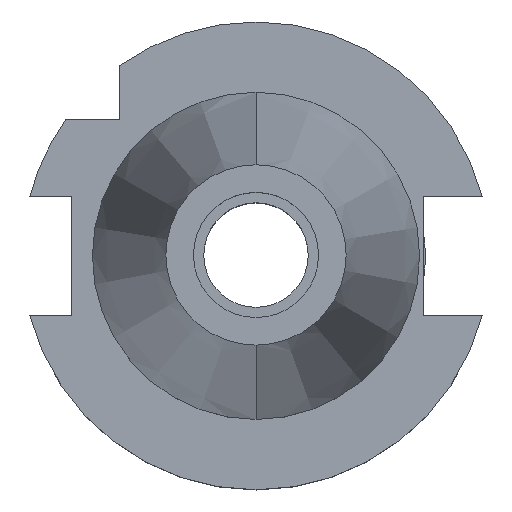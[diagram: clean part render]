
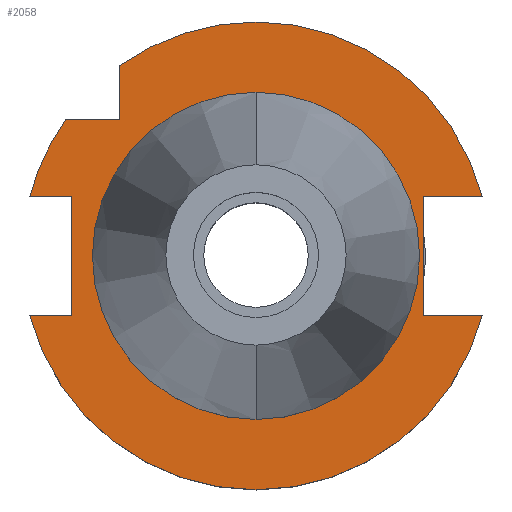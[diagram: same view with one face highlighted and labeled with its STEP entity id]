
A CAD part, top view. The second image highlights one B-rep face of the part: STEP entity #2058.
In plain terms, the highlighted planar face has unit normal (0, 0, 1).
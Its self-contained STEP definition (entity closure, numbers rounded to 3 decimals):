
#550=DIRECTION('',(0.,-1.,0.));
#551=VECTOR('',#550,7.334);
#552=CARTESIAN_POINT('',(-18.5,25.834,-3.2));
#553=LINE('',#552,#551);
#571=DIRECTION('',(1.,0.,0.));
#572=VECTOR('',#571,8.038);
#573=CARTESIAN_POINT('',(22.7,8.05,-3.2));
#574=LINE('',#573,#572);
#595=CARTESIAN_POINT('',(0.,0.,-3.2));
#596=DIRECTION('',(0.,0.,-1.));
#597=DIRECTION('',(-0.582,0.813,0.));
#598=AXIS2_PLACEMENT_3D('',#595,#596,#597);
#603=CARTESIAN_POINT('',(0.,0.,-3.2));
#604=DIRECTION('',(0.,0.,-1.));
#605=DIRECTION('',(0.,1.,0.));
#606=AXIS2_PLACEMENT_3D('',#603,#604,#605);
#611=DIRECTION('',(0.,-1.,0.));
#612=VECTOR('',#611,16.1);
#613=CARTESIAN_POINT('',(22.7,8.05,-3.2));
#614=LINE('',#613,#612);
#618=DIRECTION('',(1.,0.,0.));
#619=VECTOR('',#618,8.038);
#620=CARTESIAN_POINT('',(22.7,-8.05,-3.2));
#621=LINE('',#620,#619);
#625=CARTESIAN_POINT('',(0.,0.,-3.2));
#626=DIRECTION('',(0.,0.,-1.));
#627=DIRECTION('',(0.967,-0.253,0.));
#628=AXIS2_PLACEMENT_3D('',#625,#626,#627);
#633=CARTESIAN_POINT('',(0.,0.,-3.2));
#634=DIRECTION('',(0.,0.,-1.));
#635=DIRECTION('',(0.,-1.,0.));
#636=AXIS2_PLACEMENT_3D('',#633,#634,#635);
#641=DIRECTION('',(-1.,0.,0.));
#642=VECTOR('',#641,5.738);
#643=CARTESIAN_POINT('',(-25.,8.05,-3.2));
#644=LINE('',#643,#642);
#648=CARTESIAN_POINT('',(0.,0.,-3.2));
#649=DIRECTION('',(0.,0.,-1.));
#650=DIRECTION('',(-0.967,0.253,0.));
#651=AXIS2_PLACEMENT_3D('',#648,#649,#650);
#656=CARTESIAN_POINT('',(0.,0.,-3.2));
#657=DIRECTION('',(0.,0.,1.));
#658=DIRECTION('',(0.,-1.,0.));
#659=AXIS2_PLACEMENT_3D('',#656,#657,#658);
#664=CARTESIAN_POINT('',(0.,0.,-3.2));
#665=DIRECTION('',(0.,0.,1.));
#666=DIRECTION('',(0.,1.,0.));
#667=AXIS2_PLACEMENT_3D('',#664,#665,#666);
#875=DIRECTION('',(-1.,0.,0.));
#876=VECTOR('',#875,5.738);
#877=CARTESIAN_POINT('',(-25.,-8.05,-3.2));
#878=LINE('',#877,#876);
#899=DIRECTION('',(0.,-1.,0.));
#900=VECTOR('',#899,16.1);
#901=CARTESIAN_POINT('',(-25.,8.05,-3.2));
#902=LINE('',#901,#900);
#958=DIRECTION('',(-1.,0.,0.));
#959=VECTOR('',#958,7.334);
#960=CARTESIAN_POINT('',(-18.5,18.5,-3.2));
#961=LINE('',#960,#959);
#1394=CARTESIAN_POINT('',(22.7,-8.05,-3.2));
#1395=VERTEX_POINT('',#1394);
#1396=CARTESIAN_POINT('',(22.7,8.05,-3.2));
#1397=VERTEX_POINT('',#1396);
#1432=CARTESIAN_POINT('',(-18.5,25.834,-3.2));
#1433=VERTEX_POINT('',#1432);
#1434=CARTESIAN_POINT('',(-18.5,18.5,-3.2));
#1435=VERTEX_POINT('',#1434);
#1450=CARTESIAN_POINT('',(-25.,-8.05,-3.2));
#1451=VERTEX_POINT('',#1450);
#1452=CARTESIAN_POINT('',(-30.738,-8.05,-3.2));
#1453=VERTEX_POINT('',#1452);
#1463=CARTESIAN_POINT('',(-25.,8.05,-3.2));
#1464=VERTEX_POINT('',#1463);
#1473=CARTESIAN_POINT('',(-30.738,8.05,-3.2));
#1474=VERTEX_POINT('',#1473);
#1521=CARTESIAN_POINT('',(0.,-31.775,-3.2));
#1522=VERTEX_POINT('',#1521);
#1523=CARTESIAN_POINT('',(30.738,-8.05,-3.2));
#1524=VERTEX_POINT('',#1523);
#1525=CARTESIAN_POINT('',(30.738,8.05,-3.2));
#1526=VERTEX_POINT('',#1525);
#1527=CARTESIAN_POINT('',(0.,31.775,-3.2));
#1528=VERTEX_POINT('',#1527);
#1529=CARTESIAN_POINT('',(-25.834,18.5,-3.2));
#1530=VERTEX_POINT('',#1529);
#1531=CARTESIAN_POINT('',(0.,-22.225,-3.2));
#1532=CARTESIAN_POINT('',(0.,22.225,-3.2));
#1533=VERTEX_POINT('',#1531);
#1534=VERTEX_POINT('',#1532);
#2022=CARTESIAN_POINT('',(0.,0.,-3.2));
#2023=DIRECTION('',(0.,0.,-1.));
#2024=DIRECTION('',(0.,-1.,0.));
#2025=AXIS2_PLACEMENT_3D('',#2022,#2023,#2024);
#2026=PLANE('',#2025);
#2027=ORIENTED_EDGE('',*,*,#1973,.F.);
#2029=ORIENTED_EDGE('',*,*,#2028,.T.);
#2031=ORIENTED_EDGE('',*,*,#2030,.T.);
#2032=ORIENTED_EDGE('',*,*,#2004,.F.);
#2033=ORIENTED_EDGE('',*,*,#1906,.T.);
#2035=ORIENTED_EDGE('',*,*,#2034,.T.);
#2037=ORIENTED_EDGE('',*,*,#2036,.T.);
#2039=ORIENTED_EDGE('',*,*,#2038,.T.);
#2041=ORIENTED_EDGE('',*,*,#2040,.F.);
#2043=ORIENTED_EDGE('',*,*,#2042,.F.);
#2045=ORIENTED_EDGE('',*,*,#2044,.T.);
#2047=ORIENTED_EDGE('',*,*,#2046,.T.);
#2049=ORIENTED_EDGE('',*,*,#2048,.F.);
#2050=EDGE_LOOP('',(#2027,#2029,#2031,#2032,#2033,#2035,#2037,#2039,#2041,#2043,
#2045,#2047,#2049));
#2051=FACE_OUTER_BOUND('',#2050,.F.);
#2053=ORIENTED_EDGE('',*,*,#2052,.T.);
#2055=ORIENTED_EDGE('',*,*,#2054,.T.);
#2056=EDGE_LOOP('',(#2053,#2055));
#2057=FACE_BOUND('',#2056,.F.);
#599=CIRCLE('',#598,31.775);
#607=CIRCLE('',#606,31.775);
#629=CIRCLE('',#628,31.775);
#637=CIRCLE('',#636,31.775);
#652=CIRCLE('',#651,31.775);
#660=CIRCLE('',#659,22.225);
#668=CIRCLE('',#667,22.225);
#1906=EDGE_CURVE('',#1397,#1395,#614,.T.);
#1973=EDGE_CURVE('',#1433,#1435,#553,.T.);
#2004=EDGE_CURVE('',#1397,#1526,#574,.T.);
#2028=EDGE_CURVE('',#1433,#1528,#599,.T.);
#2030=EDGE_CURVE('',#1528,#1526,#607,.T.);
#2034=EDGE_CURVE('',#1395,#1524,#621,.T.);
#2036=EDGE_CURVE('',#1524,#1522,#629,.T.);
#2038=EDGE_CURVE('',#1522,#1453,#637,.T.);
#2040=EDGE_CURVE('',#1451,#1453,#878,.T.);
#2042=EDGE_CURVE('',#1464,#1451,#902,.T.);
#2044=EDGE_CURVE('',#1464,#1474,#644,.T.);
#2046=EDGE_CURVE('',#1474,#1530,#652,.T.);
#2048=EDGE_CURVE('',#1435,#1530,#961,.T.);
#2052=EDGE_CURVE('',#1533,#1534,#660,.T.);
#2054=EDGE_CURVE('',#1534,#1533,#668,.T.);
#2058=ADVANCED_FACE('',(#2051,#2057),#2026,.F.);
